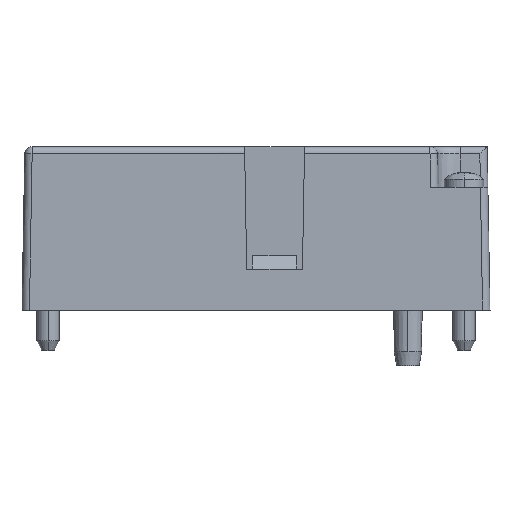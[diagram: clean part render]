
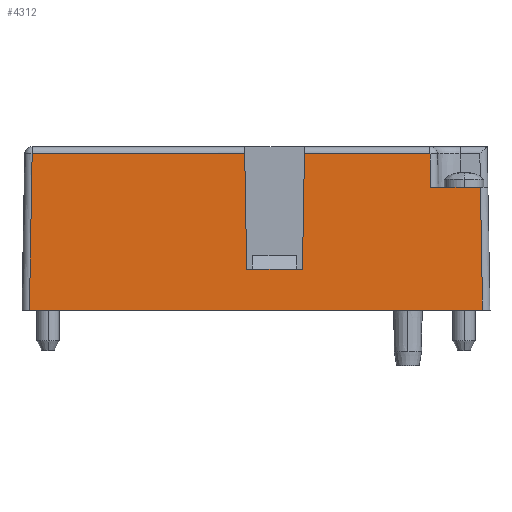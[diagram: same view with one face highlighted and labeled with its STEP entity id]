
A CAD part, left-side view. The second image highlights one B-rep face of the part: STEP entity #4312.
In plain terms, the highlighted planar face has unit normal (-1, 0, 0.018).
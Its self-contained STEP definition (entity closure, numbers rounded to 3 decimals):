
#4312=ADVANCED_FACE('',(#7464),#7465,.T.);
#7464=FACE_OUTER_BOUND('',#10664,.T.);
#7465=PLANE('',#10665);
#10664=EDGE_LOOP('',(#17505,#17506,#17507,#17508,#17509,#17510,#17511,#17512,#17513,#17514));
#10665=AXIS2_PLACEMENT_3D('',#17515,#17516,#17517);
#17505=ORIENTED_EDGE('',*,*,#24732,.F.);
#17506=ORIENTED_EDGE('',*,*,#24720,.T.);
#17507=ORIENTED_EDGE('',*,*,#24933,.T.);
#17508=ORIENTED_EDGE('',*,*,#24699,.F.);
#17509=ORIENTED_EDGE('',*,*,#24744,.T.);
#17510=ORIENTED_EDGE('',*,*,#24737,.T.);
#17511=ORIENTED_EDGE('',*,*,#24728,.F.);
#17512=ORIENTED_EDGE('',*,*,#24934,.T.);
#17513=ORIENTED_EDGE('',*,*,#24935,.F.);
#17514=ORIENTED_EDGE('',*,*,#24930,.F.);
#17515=CARTESIAN_POINT('',(0.0,64.3,7.5));
#17516=DIRECTION('',(-1.,0.0,0.017));
#17517=DIRECTION('',(-0.017,0.0,-1.));
#24699=EDGE_CURVE('',#29161,#29163,#29164,.T.);
#24720=EDGE_CURVE('',#29193,#29194,#29195,.T.);
#24728=EDGE_CURVE('',#29205,#29206,#29207,.T.);
#24732=EDGE_CURVE('',#29193,#29211,#29212,.T.);
#24737=EDGE_CURVE('',#29217,#29206,#29218,.T.);
#24744=EDGE_CURVE('',#29161,#29217,#29228,.T.);
#24930=EDGE_CURVE('',#29211,#29476,#29477,.T.);
#24933=EDGE_CURVE('',#29194,#29163,#29480,.T.);
#24934=EDGE_CURVE('',#29205,#29481,#29482,.T.);
#24935=EDGE_CURVE('',#29476,#29481,#29483,.T.);
#29161=VERTEX_POINT('',#35994);
#29163=VERTEX_POINT('',#35996);
#29164=LINE('',#35997,#35998);
#29193=VERTEX_POINT('',#36035);
#29194=VERTEX_POINT('',#36036);
#29195=LINE('',#36037,#36038);
#29205=VERTEX_POINT('',#36049);
#29206=VERTEX_POINT('',#36050);
#29207=LINE('',#36051,#36052);
#29211=VERTEX_POINT('',#36056);
#29212=LINE('',#36057,#36058);
#29217=VERTEX_POINT('',#36063);
#29218=LINE('',#36064,#36065);
#29228=LINE('',#36076,#36077);
#29476=VERTEX_POINT('',#36442);
#29477=LINE('',#36443,#36444);
#29480=LINE('',#36448,#36449);
#29481=VERTEX_POINT('',#36450);
#29482=LINE('',#36451,#36452);
#29483=LINE('',#36453,#36454);
#35994=CARTESIAN_POINT('',(0.288,1.288,24.0));
#35996=CARTESIAN_POINT('',(0.,1.,7.5));
#35997=CARTESIAN_POINT('',(0.288,1.288,24.0));
#35998=VECTOR('',#41928,1.0);
#36035=CARTESIAN_POINT('',(0.367,61.633,28.517));
#36036=CARTESIAN_POINT('',(0.,62.,7.5));
#36037=CARTESIAN_POINT('',(0.367,61.633,28.517));
#36038=VECTOR('',#41955,1.0);
#36049=CARTESIAN_POINT('',(0.367,24.979,28.517));
#36050=CARTESIAN_POINT('',(0.367,8.079,28.517));
#36051=CARTESIAN_POINT('',(0.367,24.979,28.517));
#36052=VECTOR('',#41969,1.0);
#36056=CARTESIAN_POINT('',(0.367,33.021,28.517));
#36057=CARTESIAN_POINT('',(0.367,61.633,28.517));
#36058=VECTOR('',#41976,1.0);
#36063=CARTESIAN_POINT('',(0.288,8.,24.0));
#36064=CARTESIAN_POINT('',(0.288,8.,24.0));
#36065=VECTOR('',#41983,1.0);
#36076=CARTESIAN_POINT('',(0.288,1.288,24.0));
#36077=VECTOR('',#41997,1.0);
#36442=CARTESIAN_POINT('',(0.096,32.75,13.0));
#36443=CARTESIAN_POINT('',(0.367,33.021,28.517));
#36444=VECTOR('',#42169,1.0);
#36448=CARTESIAN_POINT('',(0.0,62.,7.5));
#36449=VECTOR('',#42171,1.0);
#36450=CARTESIAN_POINT('',(0.096,25.25,13.0));
#36451=CARTESIAN_POINT('',(0.367,24.979,28.517));
#36452=VECTOR('',#42172,1.0);
#36453=CARTESIAN_POINT('',(0.096,32.259,13.0));
#36454=VECTOR('',#42173,1.0);
#41928=DIRECTION('',(-0.017,-0.017,-1.));
#41955=DIRECTION('',(-0.017,0.017,-1.));
#41969=DIRECTION('',(0.0,-1.0,0.0));
#41976=DIRECTION('',(0.0,-1.0,0.0));
#41983=DIRECTION('',(0.017,0.017,1.));
#41997=DIRECTION('',(0.0,1.0,0.0));
#42169=DIRECTION('',(-0.017,-0.017,-1.));
#42171=DIRECTION('',(0.0,-1.0,0.0));
#42172=DIRECTION('',(-0.017,0.017,-1.));
#42173=DIRECTION('',(0.0,-1.0,0.0));
